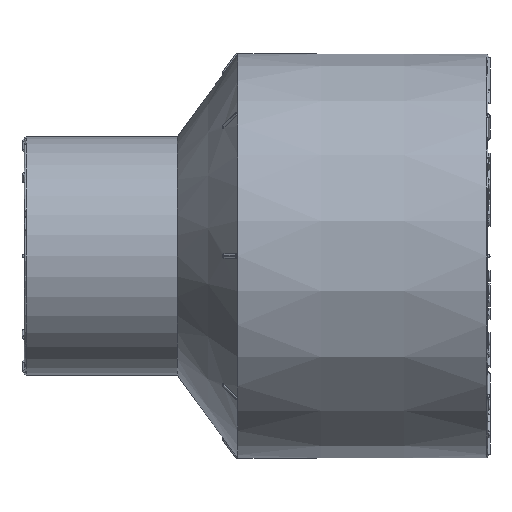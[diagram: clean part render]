
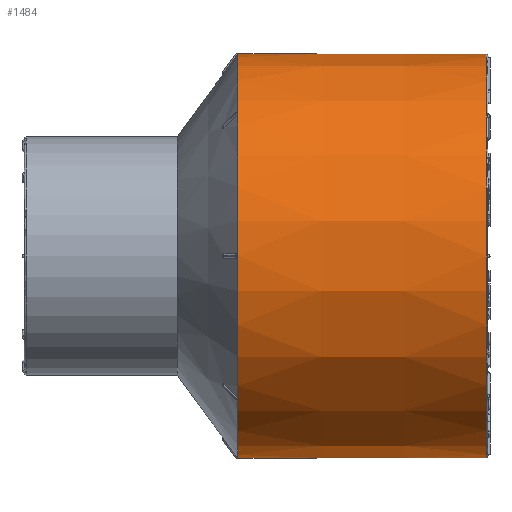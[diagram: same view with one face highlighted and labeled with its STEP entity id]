
A CAD part, left-side view. The second image highlights one B-rep face of the part: STEP entity #1484.
In plain terms, the highlighted conical face has half-angle 0.092 degrees and reference radius 25 mm.
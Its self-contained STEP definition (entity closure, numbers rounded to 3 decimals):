
#177=CONICAL_SURFACE('',#24047,25.,0.092);
#1484=ADVANCED_FACE('',(#6593,#6594),#177,.T.);
#4002=CIRCLE('',#23975,25.05);
#4063=CIRCLE('',#24046,25.);
#6593=FACE_BOUND('',#6696,.T.);
#6594=FACE_BOUND('',#6697,.T.);
#6696=EDGE_LOOP('',(#9059));
#6697=EDGE_LOOP('',(#9060));
#9059=ORIENTED_EDGE('',*,*,#18933,.F.);
#9060=ORIENTED_EDGE('',*,*,#18682,.T.);
#16216=VERTEX_POINT('',#34344);
#16445=VERTEX_POINT('',#35962);
#18682=EDGE_CURVE('',#16216,#16216,#4002,.T.);
#18933=EDGE_CURVE('',#16445,#16445,#4063,.T.);
#23975=AXIS2_PLACEMENT_3D('',#34343,#25544,#25545);
#24046=AXIS2_PLACEMENT_3D('',#35961,#25708,#25709);
#24047=AXIS2_PLACEMENT_3D('',#35963,#25710,#25711);
#25544=DIRECTION('',(0.,-1.,0.));
#25545=DIRECTION('',(0.,0.,-1.));
#25708=DIRECTION('',(0.,-1.,0.));
#25709=DIRECTION('',(0.,0.,-1.));
#25710=DIRECTION('',(0.,1.,0.));
#25711=DIRECTION('',(0.,0.,1.));
#34343=CARTESIAN_POINT('',(56032.85,16581.075,0.));
#34344=CARTESIAN_POINT('',(56032.85,16581.075,-25.05));
#35961=CARTESIAN_POINT('',(56032.85,16550.275,0.));
#35962=CARTESIAN_POINT('',(56032.85,16550.275,-25.));
#35963=CARTESIAN_POINT('',(56032.85,16550.275,0.));
